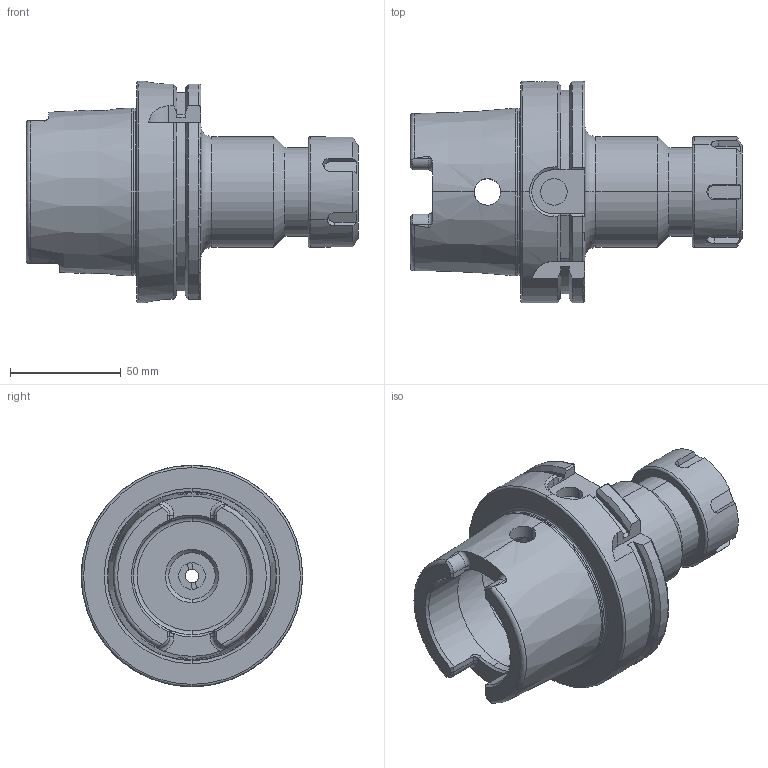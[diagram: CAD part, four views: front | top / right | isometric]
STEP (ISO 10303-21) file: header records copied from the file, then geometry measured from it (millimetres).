
FILE_DESCRIPTION (( 'STEP AP203' ), '1' );
FILE_NAME ('FWA100H-ERS32100.STEP', '2024-09-05T04:35:27', ( '' ), ( '' ), 'SwSTEP 2.0', 'SolidWorks 2024', '' );
FILE_SCHEMA (( 'CONFIG_CONTROL_DESIGN' ));
Length unit declared in the file: millimetre
Products named in the file (4): FWA100H-ERS32100; SCWM22X1.5-10; FTNUTER32; HSKA100CCHER32100WW
Assembly tree (3 placements, depth 2):
  FWA100H-ERS32100
    HSKA100CCHER32100WW
    FTNUTER32
    SCWM22X1.5-10
Bounding box: 150 x 100 x 100 mm (x, y, z)
Volume: 347327 mm3; surface area: 72135.7 mm2
Topology: 3 solids, 3 shells, 259 faces, 656 edges, 408 vertices
Faces by surface type: plane 95, cylinder 68, cone 55, torus 31, bspline 10
Entity records: 9656 total; most frequent: CARTESIAN_POINT 3135, ORIENTED_EDGE 1308, DIRECTION 1266, EDGE_CURVE 654, AXIS2_PLACEMENT_3D 507, VERTEX_POINT 408, EDGE_LOOP 276, FACE_OUTER_BOUND 259
